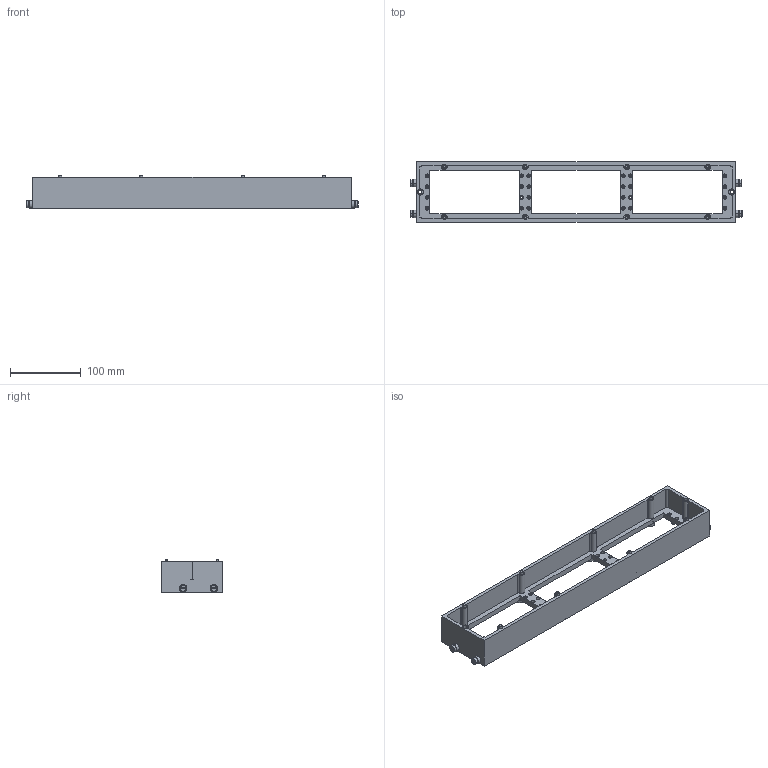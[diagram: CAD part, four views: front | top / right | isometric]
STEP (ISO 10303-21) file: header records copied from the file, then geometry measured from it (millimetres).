
FILE_DESCRIPTION (( 'STEP AP214' ), '1' );
FILE_NAME ('INGUN_113436.STEP', '2022-10-20T09:37:18', ( '' ), ( '' ), 'SwSTEP 2.0', 'SolidWorks 2021', '' );
FILE_SCHEMA (( 'AUTOMOTIVE_DESIGN' ));
Length unit declared in the file: millimetre
Products named in the file (3): 22745~1_S; INGUN_113436; DIN912~n_M04,0x040
Assembly tree (9 placements, depth 2):
  INGUN_113436
    22745~1_S
    DIN912~n_M04,0x040  x8
Bounding box: 468.71 x 84.84 x 47.95 mm (x, y, z)
Volume: 307342.9 mm3; surface area: 146846.3 mm2
Topology: 13 solids, 21 shells, 1002 faces, 2522 edges, 1648 vertices
Faces by surface type: cylinder 462, plane 346, cone 99, bspline 95
Entity records: 29272 total; most frequent: CARTESIAN_POINT 9755, ORIENTED_EDGE 4018, DIRECTION 3949, EDGE_CURVE 2009, AXIS2_PLACEMENT_3D 1448, VERTEX_POINT 1326, VECTOR 1053, LINE 1053
